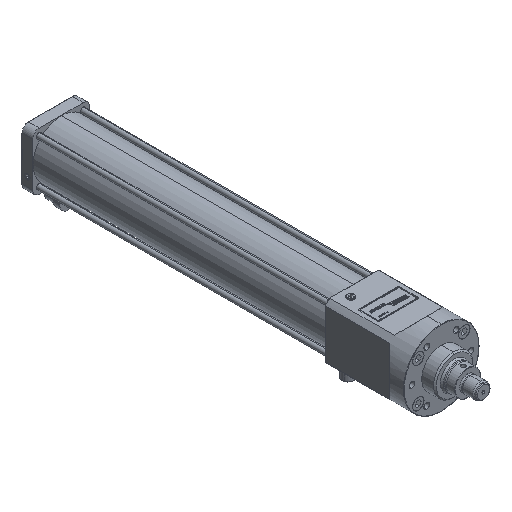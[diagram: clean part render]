
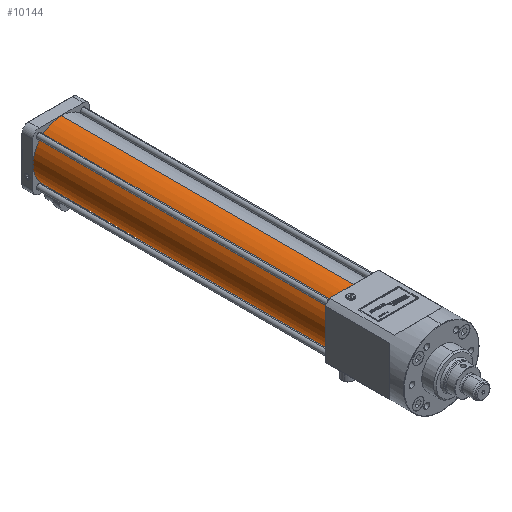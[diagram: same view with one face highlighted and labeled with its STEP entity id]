
A CAD part, isometric view. The second image highlights one B-rep face of the part: STEP entity #10144.
In plain terms, the highlighted cylindrical face has radius 43 mm (diameter 86 mm), a partial arc.
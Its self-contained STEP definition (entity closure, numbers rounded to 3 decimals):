
#601 = ORIENTED_EDGE ( 'NONE', *, *, #14925, .F. ) ;
#724 = CARTESIAN_POINT ( 'NONE',  ( 0., 579., -43. ) ) ;
#2983 = ORIENTED_EDGE ( 'NONE', *, *, #19833, .F. ) ;
#4440 = EDGE_CURVE ( 'NONE', #33142, #9854, #35083, .T. ) ;
#4450 = DIRECTION ( 'NONE',  ( 0., 0., -1. ) ) ;
#5293 = DIRECTION ( 'NONE',  ( 0., -1., 0. ) ) ;
#5415 = CARTESIAN_POINT ( 'NONE',  ( 0., 134., 0. ) ) ;
#5681 = AXIS2_PLACEMENT_3D ( 'NONE', #5415, #26673, #8541 ) ;
#7882 = DIRECTION ( 'NONE',  ( 0., 1., 0. ) ) ;
#8455 = AXIS2_PLACEMENT_3D ( 'NONE', #33904, #15725, #36981 ) ;
#8541 = DIRECTION ( 'NONE',  ( 0., 0., -1. ) ) ;
#9854 = VERTEX_POINT ( 'NONE', #20434 ) ;
#10103 = CARTESIAN_POINT ( 'NONE',  ( 0., 579., 0. ) ) ;
#10144 = ADVANCED_FACE ( 'NONE', ( #39332 ), #38395, .T. ) ;
#11019 = EDGE_CURVE ( 'NONE', #31928, #39144, #32620, .T. ) ;
#12893 = CIRCLE ( 'NONE', #34562, 43. ) ;
#13419 = VECTOR ( 'NONE', #5293, 1000. ) ;
#14269 = DIRECTION ( 'NONE',  ( 0., -1., 0. ) ) ;
#14925 = EDGE_CURVE ( 'NONE', #22364, #39144, #35756, .T. ) ;
#15725 = DIRECTION ( 'NONE',  ( 0., 1., 0. ) ) ;
#15859 = EDGE_CURVE ( 'NONE', #9854, #31928, #12893, .T. ) ;
#19239 = CARTESIAN_POINT ( 'NONE',  ( 0., 134., 43. ) ) ;
#19833 = EDGE_CURVE ( 'NONE', #33142, #22364, #23522, .T. ) ;
#20434 = CARTESIAN_POINT ( 'NONE',  ( 0., 134., -43. ) ) ;
#21294 = ORIENTED_EDGE ( 'NONE', *, *, #15859, .T. ) ;
#22364 = VERTEX_POINT ( 'NONE', #27810 ) ;
#23496 = CARTESIAN_POINT ( 'NONE',  ( 0., 579., 43. ) ) ;
#23522 = CIRCLE ( 'NONE', #8455, 43. ) ;
#25727 = DIRECTION ( 'NONE',  ( 0., -1., 0. ) ) ;
#26041 = CARTESIAN_POINT ( 'NONE',  ( 0., 134., 0. ) ) ;
#26611 = EDGE_LOOP ( 'NONE', ( #601, #2983, #29041, #21294, #33317 ) ) ;
#26673 = DIRECTION ( 'NONE',  ( 0., 1., 0. ) ) ;
#27810 = CARTESIAN_POINT ( 'NONE',  ( 0., 579., 43. ) ) ;
#29041 = ORIENTED_EDGE ( 'NONE', *, *, #4440, .T. ) ;
#29080 = DIRECTION ( 'NONE',  ( 0., 0., -1. ) ) ;
#29381 = CARTESIAN_POINT ( 'NONE',  ( 0., 579., -43. ) ) ;
#30383 = AXIS2_PLACEMENT_3D ( 'NONE', #10103, #25727, #4450 ) ;
#31928 = VERTEX_POINT ( 'NONE', #32608 ) ;
#32608 = CARTESIAN_POINT ( 'NONE',  ( -43., 134., 0. ) ) ;
#32620 = CIRCLE ( 'NONE', #5681, 43. ) ;
#33142 = VERTEX_POINT ( 'NONE', #724 ) ;
#33317 = ORIENTED_EDGE ( 'NONE', *, *, #11019, .T. ) ;
#33904 = CARTESIAN_POINT ( 'NONE',  ( 0., 579., 0. ) ) ;
#34120 = VECTOR ( 'NONE', #14269, 1000. ) ;
#34562 = AXIS2_PLACEMENT_3D ( 'NONE', #26041, #7882, #29080 ) ;
#35083 = LINE ( 'NONE', #29381, #34120 ) ;
#35756 = LINE ( 'NONE', #23496, #13419 ) ;
#36981 = DIRECTION ( 'NONE',  ( 0., 0., 1. ) ) ;
#38395 = CYLINDRICAL_SURFACE ( 'NONE', #30383, 43. ) ;
#39144 = VERTEX_POINT ( 'NONE', #19239 ) ;
#39332 = FACE_OUTER_BOUND ( 'NONE', #26611, .T. ) ;
